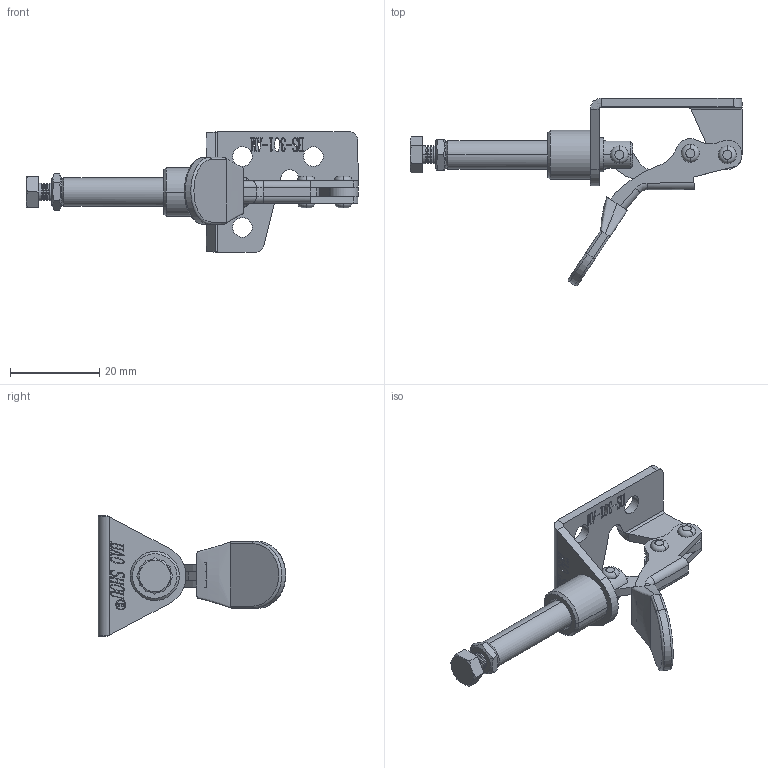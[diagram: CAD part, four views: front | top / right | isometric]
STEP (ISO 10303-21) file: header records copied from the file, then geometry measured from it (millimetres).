
FILE_DESCRIPTION (( 'STEP AP203' ), '1' );
FILE_NAME ('HS-301-AM .STEP', '2023-04-13T00:07:03', ( '微软用户' ), ( '微软中国' ), 'SwSTEP 2.0', 'SolidWorks 2012', '' );
FILE_SCHEMA (( 'CONFIG_CONTROL_DESIGN' ));
Length unit declared in the file: millimetre
Products named in the file (10): 种1; 蟀裝; 忒梟; 忒參; 菁釱; HS-301-AM ; hhs(grade b)_is_IS 1364 HHS(Grade B)- M4 x 20-S; hex thin nuts-grades ab-chamfered gb_GB_FASTENER_NUT_STNAB M4-N; 挴裝T; 种2
Assembly tree (10 placements, depth 2):
  HS-301-AM 
    菁釱
    忒參
    忒梟
    蟀裝
    种1  x2
    种2
    挴裝T
    hex thin nuts-grades ab-chamfered gb_GB_FASTENER_NUT_STNAB M4-N
    hhs(grade b)_is_IS 1364 HHS(Grade B)- M4 x 20-S
Bounding box: 74.4 x 42.07 x 27 mm (x, y, z)
Volume: 5667.5 mm3; surface area: 7350.5 mm2
Topology: 10 solids, 10 shells, 726 faces, 1844 edges, 1159 vertices
Faces by surface type: plane 303, cylinder 142, cone 135, bspline 130, torus 16
Entity records: 28881 total; most frequent: CARTESIAN_POINT 11142, ORIENTED_EDGE 3648, DIRECTION 3099, EDGE_CURVE 1824, VERTEX_POINT 1147, LINE 1143, VECTOR 1143, AXIS2_PLACEMENT_3D 978
